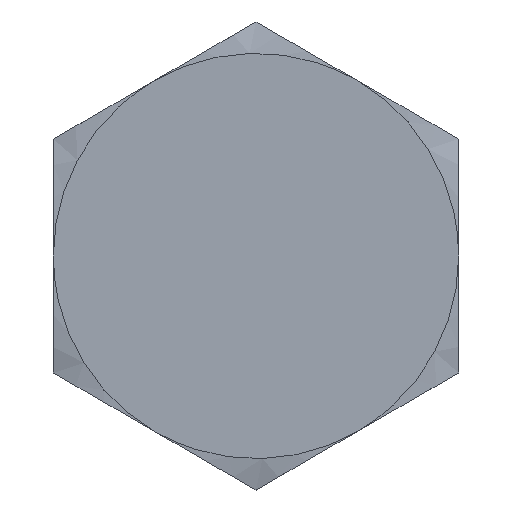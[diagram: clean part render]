
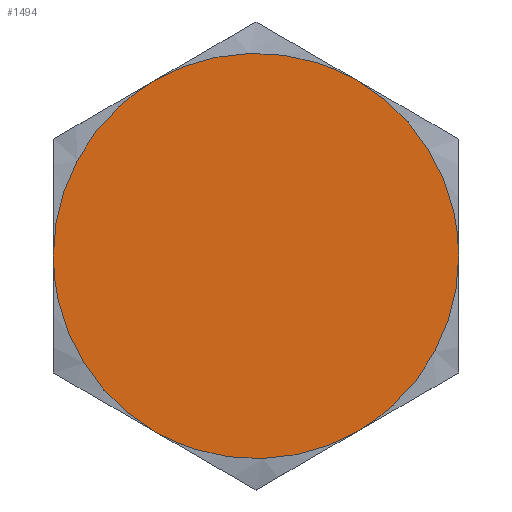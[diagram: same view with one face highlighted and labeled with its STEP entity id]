
A CAD part, left-side view. The second image highlights one B-rep face of the part: STEP entity #1494.
In plain terms, the highlighted planar face has unit normal (-1, 0, 0).
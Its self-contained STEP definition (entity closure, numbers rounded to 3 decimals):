
#3 = FACE_OUTER_BOUND ( 'NONE', #969, .T. ) ;
#12 = CARTESIAN_POINT ( 'NONE',  ( 0., -19., 0. ) ) ;
#31 = CARTESIAN_POINT ( 'NONE',  ( 0., -9.5, 16.454 ) ) ;
#35 = CARTESIAN_POINT ( 'NONE',  ( 0., -19., -6.954 ) ) ;
#97 =( BOUNDED_CURVE ( )  B_SPLINE_CURVE ( 3, ( #1420, #740, #858, #1699 ),
 .UNSPECIFIED., .F., .F. ) 
 B_SPLINE_CURVE_WITH_KNOTS ( ( 4, 4 ),
 ( 0., 1. ),
 .UNSPECIFIED. ) 
 CURVE ( )  GEOMETRIC_REPRESENTATION_ITEM ( )  RATIONAL_B_SPLINE_CURVE ( ( 1., 0.911, 0.911, 1. ) ) 
 REPRESENTATION_ITEM ( '' )  );
#103 = CARTESIAN_POINT ( 'NONE',  ( 0., -15.523, 12.977 ) ) ;
#109 = CARTESIAN_POINT ( 'NONE',  ( 0., -19., 6.954 ) ) ;
#112 = EDGE_CURVE ( 'NONE', #323, #1487, #1263, .T. ) ;
#135 = EDGE_CURVE ( 'NONE', #977, #493, #659, .T. ) ;
#159 = CARTESIAN_POINT ( 'NONE',  ( 0., 3.477, 19.932 ) ) ;
#225 = EDGE_CURVE ( 'NONE', #493, #366, #437, .T. ) ;
#285 = CARTESIAN_POINT ( 'NONE',  ( 0., -3.477, 19.932 ) ) ;
#299 = ORIENTED_EDGE ( 'NONE', *, *, #135, .F. ) ;
#307 = CARTESIAN_POINT ( 'NONE',  ( 0., -15.523, -12.977 ) ) ;
#320 = CARTESIAN_POINT ( 'NONE',  ( 0., 3.477, -19.932 ) ) ;
#323 = VERTEX_POINT ( 'NONE', #458 ) ;
#354 = CARTESIAN_POINT ( 'NONE',  ( 0., 19., 0. ) ) ;
#366 = VERTEX_POINT ( 'NONE', #1710 ) ;
#437 =( BOUNDED_CURVE ( )  B_SPLINE_CURVE ( 3, ( #1656, #718, #320, #729 ),
 .UNSPECIFIED., .F., .T. ) 
 B_SPLINE_CURVE_WITH_KNOTS ( ( 4, 4 ),
 ( 0., 1. ),
 .UNSPECIFIED. ) 
 CURVE ( )  GEOMETRIC_REPRESENTATION_ITEM ( )  RATIONAL_B_SPLINE_CURVE ( ( 1., 0.911, 0.911, 1. ) ) 
 REPRESENTATION_ITEM ( '' )  );
#458 = CARTESIAN_POINT ( 'NONE',  ( 0., 9.5, 16.454 ) ) ;
#493 = VERTEX_POINT ( 'NONE', #527 ) ;
#513 = CARTESIAN_POINT ( 'NONE',  ( 0., -19., 0. ) ) ;
#527 = CARTESIAN_POINT ( 'NONE',  ( 0., -9.5, -16.454 ) ) ;
#659 =( BOUNDED_CURVE ( )  B_SPLINE_CURVE ( 3, ( #959, #35, #307, #1505 ),
 .UNSPECIFIED., .F., .F. ) 
 B_SPLINE_CURVE_WITH_KNOTS ( ( 4, 4 ),
 ( 0., 1. ),
 .UNSPECIFIED. ) 
 CURVE ( )  GEOMETRIC_REPRESENTATION_ITEM ( )  RATIONAL_B_SPLINE_CURVE ( ( 1., 0.911, 0.911, 1. ) ) 
 REPRESENTATION_ITEM ( '' )  );
#718 = CARTESIAN_POINT ( 'NONE',  ( 0., -3.477, -19.932 ) ) ;
#729 = CARTESIAN_POINT ( 'NONE',  ( 0., 9.5, -16.454 ) ) ;
#740 = CARTESIAN_POINT ( 'NONE',  ( 0., 19., 6.954 ) ) ;
#765 = CARTESIAN_POINT ( 'NONE',  ( 0., 19., -6.954 ) ) ;
#789 = EDGE_CURVE ( 'NONE', #366, #927, #854, .T. ) ;
#804 = CARTESIAN_POINT ( 'NONE',  ( 0., 0., 0. ) ) ;
#825 = CARTESIAN_POINT ( 'NONE',  ( 0., 9.5, 16.454 ) ) ;
#854 =( BOUNDED_CURVE ( )  B_SPLINE_CURVE ( 3, ( #1754, #1322, #765, #354 ),
 .UNSPECIFIED., .F., .F. ) 
 B_SPLINE_CURVE_WITH_KNOTS ( ( 4, 4 ),
 ( 0., 1. ),
 .UNSPECIFIED. ) 
 CURVE ( )  GEOMETRIC_REPRESENTATION_ITEM ( )  RATIONAL_B_SPLINE_CURVE ( ( 1., 0.911, 0.911, 1. ) ) 
 REPRESENTATION_ITEM ( '' )  );
#858 = CARTESIAN_POINT ( 'NONE',  ( 0., 15.523, 12.977 ) ) ;
#927 = VERTEX_POINT ( 'NONE', #1631 ) ;
#959 = CARTESIAN_POINT ( 'NONE',  ( 0., -19., 0. ) ) ;
#963 = ORIENTED_EDGE ( 'NONE', *, *, #789, .F. ) ;
#969 = EDGE_LOOP ( 'NONE', ( #1589, #963, #1218, #299, #1342, #1705 ) ) ;
#977 = VERTEX_POINT ( 'NONE', #12 ) ;
#1032 =( BOUNDED_CURVE ( )  B_SPLINE_CURVE ( 3, ( #1741, #103, #109, #513 ),
 .UNSPECIFIED., .F., .F. ) 
 B_SPLINE_CURVE_WITH_KNOTS ( ( 4, 4 ),
 ( 0., 1. ),
 .UNSPECIFIED. ) 
 CURVE ( )  GEOMETRIC_REPRESENTATION_ITEM ( )  RATIONAL_B_SPLINE_CURVE ( ( 1., 0.911, 0.911, 1. ) ) 
 REPRESENTATION_ITEM ( '' )  );
#1061 = CARTESIAN_POINT ( 'NONE',  ( 0., -9.5, 16.454 ) ) ;
#1067 = DIRECTION ( 'NONE',  ( 0., 0., -1. ) ) ;
#1212 = EDGE_CURVE ( 'NONE', #927, #323, #97, .T. ) ;
#1214 = DIRECTION ( 'NONE',  ( 1., 0., 0. ) ) ;
#1218 = ORIENTED_EDGE ( 'NONE', *, *, #225, .F. ) ;
#1263 =( BOUNDED_CURVE ( )  B_SPLINE_CURVE ( 3, ( #825, #159, #285, #31 ),
 .UNSPECIFIED., .F., .F. ) 
 B_SPLINE_CURVE_WITH_KNOTS ( ( 4, 4 ),
 ( 0., 1. ),
 .UNSPECIFIED. ) 
 CURVE ( )  GEOMETRIC_REPRESENTATION_ITEM ( )  RATIONAL_B_SPLINE_CURVE ( ( 1., 0.911, 0.911, 1. ) ) 
 REPRESENTATION_ITEM ( '' )  );
#1322 = CARTESIAN_POINT ( 'NONE',  ( 0., 15.523, -12.977 ) ) ;
#1342 = ORIENTED_EDGE ( 'NONE', *, *, #1405, .F. ) ;
#1405 = EDGE_CURVE ( 'NONE', #1487, #977, #1032, .T. ) ;
#1420 = CARTESIAN_POINT ( 'NONE',  ( 0., 19., 0. ) ) ;
#1464 = PLANE ( 'NONE',  #1722 ) ;
#1487 = VERTEX_POINT ( 'NONE', #1061 ) ;
#1494 = ADVANCED_FACE ( 'NONE', ( #3 ), #1464, .F. ) ;
#1505 = CARTESIAN_POINT ( 'NONE',  ( 0., -9.5, -16.454 ) ) ;
#1589 = ORIENTED_EDGE ( 'NONE', *, *, #1212, .F. ) ;
#1631 = CARTESIAN_POINT ( 'NONE',  ( 0., 19., 0. ) ) ;
#1656 = CARTESIAN_POINT ( 'NONE',  ( 0., -9.5, -16.454 ) ) ;
#1699 = CARTESIAN_POINT ( 'NONE',  ( 0., 9.5, 16.454 ) ) ;
#1705 = ORIENTED_EDGE ( 'NONE', *, *, #112, .F. ) ;
#1710 = CARTESIAN_POINT ( 'NONE',  ( 0., 9.5, -16.454 ) ) ;
#1722 = AXIS2_PLACEMENT_3D ( 'NONE', #804, #1214, #1067 ) ;
#1741 = CARTESIAN_POINT ( 'NONE',  ( 0., -9.5, 16.454 ) ) ;
#1754 = CARTESIAN_POINT ( 'NONE',  ( 0., 9.5, -16.454 ) ) ;
